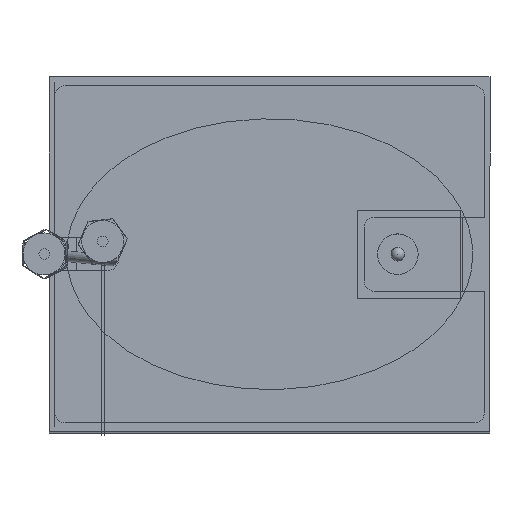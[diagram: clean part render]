
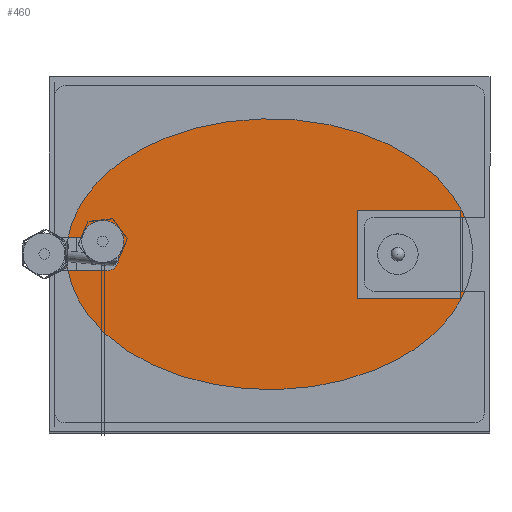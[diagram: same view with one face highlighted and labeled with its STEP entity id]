
A CAD part, top view. The second image highlights one B-rep face of the part: STEP entity #460.
In plain terms, the highlighted planar face has unit normal (0, 0, 1).
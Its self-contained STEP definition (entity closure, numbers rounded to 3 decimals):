
#285=CARTESIAN_POINT('',(32.304,25.4,118.923));
#286=DIRECTION('',(0.0,0.0,-1.0));
#287=DIRECTION('',(0.0,1.0,0.0));
#288=AXIS2_PLACEMENT_3D('',#285,#286,#287);
#289=PLANE('',#288);
#290=CARTESIAN_POINT('',(61.976,50.292,118.923));
#291=VERTEX_POINT('',#290);
#292=CARTESIAN_POINT('',(63.5,48.768,118.923));
#293=VERTEX_POINT('',#292);
#294=CARTESIAN_POINT('',(61.976,48.768,118.923));
#295=DIRECTION('',(0.,0.,-1.0));
#296=DIRECTION('',(0.707,0.707,0.));
#297=AXIS2_PLACEMENT_3D('',#294,#295,#296);
#298=CIRCLE('',#297,1.524);
#299=EDGE_CURVE('',#291,#293,#298,.T.);
#300=ORIENTED_EDGE('',*,*,#299,.F.);
#301=CARTESIAN_POINT('',(1.524,50.292,118.923));
#302=VERTEX_POINT('',#301);
#303=CARTESIAN_POINT('',(61.976,50.292,118.923));
#304=DIRECTION('',(-1.0,0.0,0.0));
#305=VECTOR('',#304,60.452);
#306=LINE('',#303,#305);
#307=EDGE_CURVE('',#291,#302,#306,.T.);
#308=ORIENTED_EDGE('',*,*,#307,.T.);
#309=CARTESIAN_POINT('',(0.,48.768,118.923));
#310=VERTEX_POINT('',#309);
#311=CARTESIAN_POINT('',(1.524,48.768,118.923));
#312=DIRECTION('',(0.,0.,-1.0));
#313=DIRECTION('',(-0.707,0.707,0.));
#314=AXIS2_PLACEMENT_3D('',#311,#312,#313);
#315=CIRCLE('',#314,1.524);
#316=EDGE_CURVE('',#310,#302,#315,.T.);
#317=ORIENTED_EDGE('',*,*,#316,.F.);
#318=CARTESIAN_POINT('',(0.,27.813,118.923));
#319=VERTEX_POINT('',#318);
#320=CARTESIAN_POINT('',(0.,48.768,118.923));
#321=DIRECTION('',(0.0,-1.0,0.0));
#322=VECTOR('',#321,20.955);
#323=LINE('',#320,#322);
#324=EDGE_CURVE('',#310,#319,#323,.T.);
#325=ORIENTED_EDGE('',*,*,#324,.T.);
#326=CARTESIAN_POINT('',(7.874,27.813,118.923));
#327=VERTEX_POINT('',#326);
#328=CARTESIAN_POINT('',(0.,27.813,118.923));
#329=DIRECTION('',(1.0,0.0,0.0));
#330=VECTOR('',#329,7.874);
#331=LINE('',#328,#330);
#332=EDGE_CURVE('',#319,#327,#331,.T.);
#333=ORIENTED_EDGE('',*,*,#332,.T.);
#334=CARTESIAN_POINT('',(9.398,26.289,118.923));
#335=VERTEX_POINT('',#334);
#336=CARTESIAN_POINT('',(7.874,26.289,118.923));
#337=DIRECTION('',(0.,0.,1.0));
#338=DIRECTION('',(0.707,0.707,0.));
#339=AXIS2_PLACEMENT_3D('',#336,#337,#338);
#340=CIRCLE('',#339,1.524);
#341=EDGE_CURVE('',#335,#327,#340,.T.);
#342=ORIENTED_EDGE('',*,*,#341,.F.);
#343=CARTESIAN_POINT('',(9.398,24.511,118.923));
#344=VERTEX_POINT('',#343);
#345=CARTESIAN_POINT('',(9.398,26.289,118.923));
#346=DIRECTION('',(0.0,-1.0,0.0));
#347=VECTOR('',#346,1.778);
#348=LINE('',#345,#347);
#349=EDGE_CURVE('',#335,#344,#348,.T.);
#350=ORIENTED_EDGE('',*,*,#349,.T.);
#351=CARTESIAN_POINT('',(7.874,22.987,118.923));
#352=VERTEX_POINT('',#351);
#353=CARTESIAN_POINT('',(7.874,24.511,118.923));
#354=DIRECTION('',(0.,0.,1.0));
#355=DIRECTION('',(0.707,-0.707,0.));
#356=AXIS2_PLACEMENT_3D('',#353,#354,#355);
#357=CIRCLE('',#356,1.524);
#358=EDGE_CURVE('',#352,#344,#357,.T.);
#359=ORIENTED_EDGE('',*,*,#358,.F.);
#360=CARTESIAN_POINT('',(0.,22.987,118.923));
#361=VERTEX_POINT('',#360);
#362=CARTESIAN_POINT('',(7.874,22.987,118.923));
#363=DIRECTION('',(-1.0,0.0,0.0));
#364=VECTOR('',#363,7.874);
#365=LINE('',#362,#364);
#366=EDGE_CURVE('',#352,#361,#365,.T.);
#367=ORIENTED_EDGE('',*,*,#366,.T.);
#368=CARTESIAN_POINT('',(0.,2.032,118.923));
#369=VERTEX_POINT('',#368);
#370=CARTESIAN_POINT('',(0.,22.987,118.923));
#371=DIRECTION('',(0.0,-1.0,0.0));
#372=VECTOR('',#371,20.955);
#373=LINE('',#370,#372);
#374=EDGE_CURVE('',#361,#369,#373,.T.);
#375=ORIENTED_EDGE('',*,*,#374,.T.);
#376=CARTESIAN_POINT('',(1.524,0.508,118.923));
#377=VERTEX_POINT('',#376);
#378=CARTESIAN_POINT('',(1.524,2.032,118.923));
#379=DIRECTION('',(0.,0.,-1.0));
#380=DIRECTION('',(-0.707,-0.707,0.));
#381=AXIS2_PLACEMENT_3D('',#378,#379,#380);
#382=CIRCLE('',#381,1.524);
#383=EDGE_CURVE('',#377,#369,#382,.T.);
#384=ORIENTED_EDGE('',*,*,#383,.F.);
#385=CARTESIAN_POINT('',(61.976,0.508,118.923));
#386=VERTEX_POINT('',#385);
#387=CARTESIAN_POINT('',(1.524,0.508,118.923));
#388=DIRECTION('',(1.0,0.0,0.0));
#389=VECTOR('',#388,60.452);
#390=LINE('',#387,#389);
#391=EDGE_CURVE('',#377,#386,#390,.T.);
#392=ORIENTED_EDGE('',*,*,#391,.T.);
#393=CARTESIAN_POINT('',(63.5,2.032,118.923));
#394=VERTEX_POINT('',#393);
#395=CARTESIAN_POINT('',(61.976,2.032,118.923));
#396=DIRECTION('',(0.,0.,-1.0));
#397=DIRECTION('',(0.707,-0.707,0.));
#398=AXIS2_PLACEMENT_3D('',#395,#396,#397);
#399=CIRCLE('',#398,1.524);
#400=EDGE_CURVE('',#394,#386,#399,.T.);
#401=ORIENTED_EDGE('',*,*,#400,.F.);
#402=CARTESIAN_POINT('',(63.5,19.939,118.923));
#403=VERTEX_POINT('',#402);
#404=CARTESIAN_POINT('',(63.5,2.032,118.923));
#405=DIRECTION('',(0.0,1.0,0.0));
#406=VECTOR('',#405,17.907);
#407=LINE('',#404,#406);
#408=EDGE_CURVE('',#394,#403,#407,.T.);
#409=ORIENTED_EDGE('',*,*,#408,.T.);
#410=CARTESIAN_POINT('',(47.244,19.939,118.923));
#411=VERTEX_POINT('',#410);
#412=CARTESIAN_POINT('',(63.5,19.939,118.923));
#413=DIRECTION('',(-1.0,0.0,0.0));
#414=VECTOR('',#413,16.256);
#415=LINE('',#412,#414);
#416=EDGE_CURVE('',#403,#411,#415,.T.);
#417=ORIENTED_EDGE('',*,*,#416,.T.);
#418=CARTESIAN_POINT('',(45.72,21.463,118.923));
#419=VERTEX_POINT('',#418);
#420=CARTESIAN_POINT('',(47.244,21.463,118.923));
#421=DIRECTION('',(0.,0.,1.0));
#422=DIRECTION('',(-0.707,-0.707,0.));
#423=AXIS2_PLACEMENT_3D('',#420,#421,#422);
#424=CIRCLE('',#423,1.524);
#425=EDGE_CURVE('',#419,#411,#424,.T.);
#426=ORIENTED_EDGE('',*,*,#425,.F.);
#427=CARTESIAN_POINT('',(45.72,29.337,118.923));
#428=VERTEX_POINT('',#427);
#429=CARTESIAN_POINT('',(45.72,21.463,118.923));
#430=DIRECTION('',(0.0,1.0,0.0));
#431=VECTOR('',#430,7.874);
#432=LINE('',#429,#431);
#433=EDGE_CURVE('',#419,#428,#432,.T.);
#434=ORIENTED_EDGE('',*,*,#433,.T.);
#435=CARTESIAN_POINT('',(47.244,30.861,118.923));
#436=VERTEX_POINT('',#435);
#437=CARTESIAN_POINT('',(47.244,29.337,118.923));
#438=DIRECTION('',(0.,0.,1.0));
#439=DIRECTION('',(-0.707,0.707,0.));
#440=AXIS2_PLACEMENT_3D('',#437,#438,#439);
#441=CIRCLE('',#440,1.524);
#442=EDGE_CURVE('',#436,#428,#441,.T.);
#443=ORIENTED_EDGE('',*,*,#442,.F.);
#444=CARTESIAN_POINT('',(63.5,30.861,118.923));
#445=VERTEX_POINT('',#444);
#446=CARTESIAN_POINT('',(47.244,30.861,118.923));
#447=DIRECTION('',(1.0,0.0,0.0));
#448=VECTOR('',#447,16.256);
#449=LINE('',#446,#448);
#450=EDGE_CURVE('',#436,#445,#449,.T.);
#451=ORIENTED_EDGE('',*,*,#450,.T.);
#452=CARTESIAN_POINT('',(63.5,30.861,118.923));
#453=DIRECTION('',(0.0,1.0,0.0));
#454=VECTOR('',#453,17.907);
#455=LINE('',#452,#454);
#456=EDGE_CURVE('',#445,#293,#455,.T.);
#457=ORIENTED_EDGE('',*,*,#456,.T.);
#458=EDGE_LOOP('',(#300,#308,#317,#325,#333,#342,#350,#359,#367,#375,#384,#392,#401,#409,#417,#426,#434,#443,#451,#457));
#459=FACE_OUTER_BOUND('',#458,.T.);
#460=ADVANCED_FACE('',(#459),#289,.F.);
